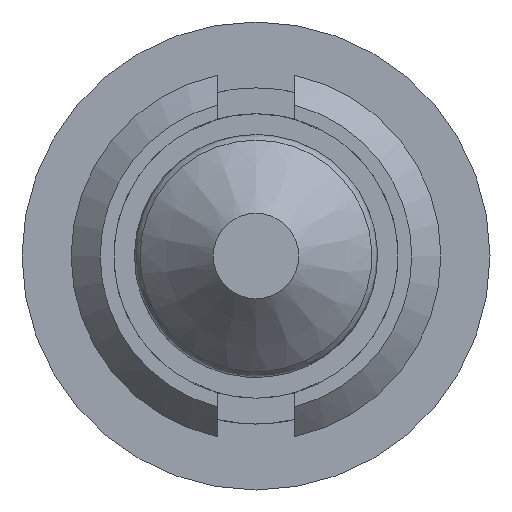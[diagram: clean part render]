
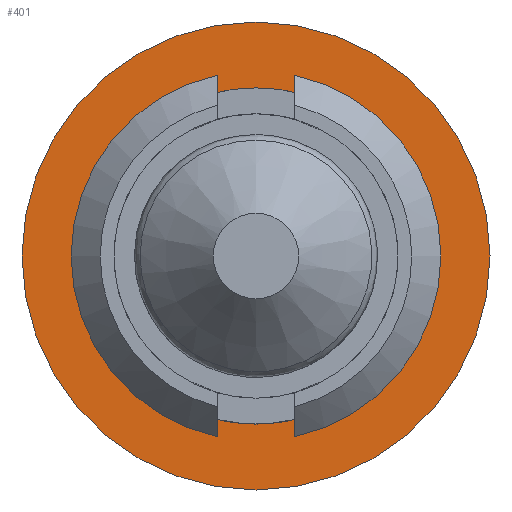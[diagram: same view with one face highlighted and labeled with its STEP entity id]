
A CAD part, front view. The second image highlights one B-rep face of the part: STEP entity #401.
In plain terms, the highlighted planar face has unit normal (0, -1, 0).
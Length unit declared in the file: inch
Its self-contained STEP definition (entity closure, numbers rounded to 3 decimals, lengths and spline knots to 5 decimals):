
#20 = CIRCLE ( 'NONE', #2244, 0.13 ) ;
#121 = ORIENTED_EDGE ( 'NONE', *, *, #2845, .F. ) ;
#310 = DIRECTION ( 'NONE',  ( 0., 1., 0. ) ) ;
#363 = DIRECTION ( 'NONE',  ( 0., 0., 1. ) ) ;
#401 = ADVANCED_FACE ( 'NONE', ( #1930, #2912 ), #1695, .F. ) ;
#541 = EDGE_LOOP ( 'NONE', ( #121 ) ) ;
#680 = DIRECTION ( 'NONE',  ( 0., -1., 0. ) ) ;
#809 = ORIENTED_EDGE ( 'NONE', *, *, #867, .F. ) ;
#867 = EDGE_CURVE ( 'NONE', #2449, #2449, #1367, .T. ) ;
#1042 = DIRECTION ( 'NONE',  ( 0., 0., 1. ) ) ;
#1068 = DIRECTION ( 'NONE',  ( 0., 1., 0. ) ) ;
#1238 = EDGE_LOOP ( 'NONE', ( #809 ) ) ;
#1329 = CARTESIAN_POINT ( 'NONE',  ( 0., -0.0625, 0. ) ) ;
#1367 = CIRCLE ( 'NONE', #2842, 0.181 ) ;
#1568 = CARTESIAN_POINT ( 'NONE',  ( 0., -0.0625, 0. ) ) ;
#1695 = PLANE ( 'NONE',  #2594 ) ;
#1719 = CARTESIAN_POINT ( 'NONE',  ( 0., -0.0625, 0.181 ) ) ;
#1930 = FACE_BOUND ( 'NONE', #541, .T. ) ;
#2244 = AXIS2_PLACEMENT_3D ( 'NONE', #2652, #680, #2955 ) ;
#2449 = VERTEX_POINT ( 'NONE', #1719 ) ;
#2463 = CARTESIAN_POINT ( 'NONE',  ( 0., -0.0625, 0.13 ) ) ;
#2517 = VERTEX_POINT ( 'NONE', #2463 ) ;
#2594 = AXIS2_PLACEMENT_3D ( 'NONE', #1568, #310, #1042 ) ;
#2652 = CARTESIAN_POINT ( 'NONE',  ( 0., -0.0625, 0. ) ) ;
#2842 = AXIS2_PLACEMENT_3D ( 'NONE', #1329, #1068, #363 ) ;
#2845 = EDGE_CURVE ( 'NONE', #2517, #2517, #20, .T. ) ;
#2912 = FACE_OUTER_BOUND ( 'NONE', #1238, .T. ) ;
#2955 = DIRECTION ( 'NONE',  ( 0., 0., 1. ) ) ;
